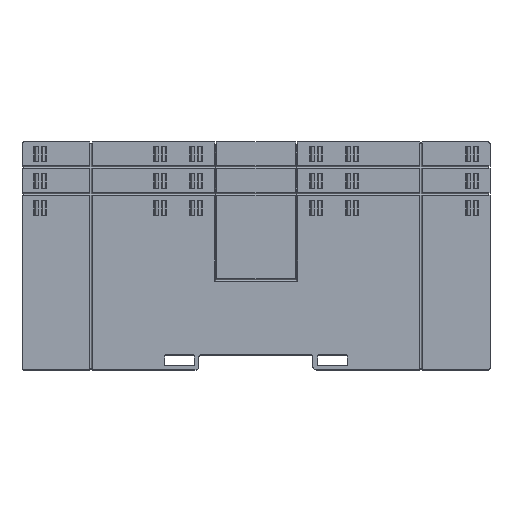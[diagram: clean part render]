
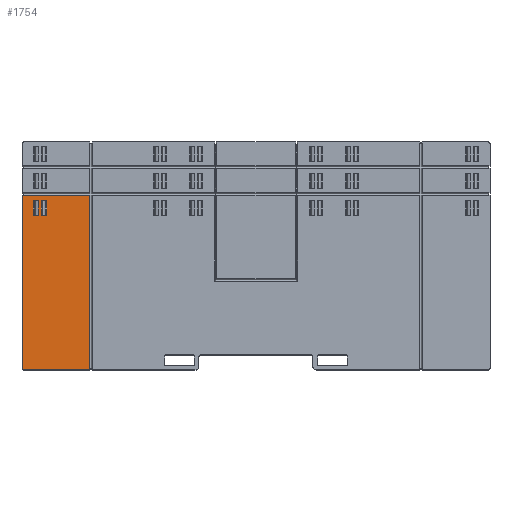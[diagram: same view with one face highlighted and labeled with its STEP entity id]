
A CAD part, top view. The second image highlights one B-rep face of the part: STEP entity #1754.
In plain terms, the highlighted planar face has unit normal (0, 0, 1).
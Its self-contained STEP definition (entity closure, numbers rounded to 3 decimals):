
#579=FACE_BOUND('',#4099,.T.);
#580=FACE_BOUND('',#4100,.T.);
#581=FACE_BOUND('',#4101,.T.);
#1122=CIRCLE('',#17034,0.5);
#1754=ADVANCED_FACE('',(#579,#580,#581),#2675,.F.);
#2675=PLANE('',#17060);
#4099=EDGE_LOOP('',(#6237,#6238,#6239,#6240));
#4100=EDGE_LOOP('',(#6241,#6242,#6243,#6244));
#4101=EDGE_LOOP('',(#6245,#6246,#6247,#6248,#6249));
#6237=ORIENTED_EDGE('',*,*,#12230,.T.);
#6238=ORIENTED_EDGE('',*,*,#12231,.T.);
#6239=ORIENTED_EDGE('',*,*,#12232,.T.);
#6240=ORIENTED_EDGE('',*,*,#12233,.F.);
#6241=ORIENTED_EDGE('',*,*,#12234,.T.);
#6242=ORIENTED_EDGE('',*,*,#11659,.F.);
#6243=ORIENTED_EDGE('',*,*,#12235,.F.);
#6244=ORIENTED_EDGE('',*,*,#11665,.F.);
#6245=ORIENTED_EDGE('',*,*,#12091,.T.);
#6246=ORIENTED_EDGE('',*,*,#12236,.T.);
#6247=ORIENTED_EDGE('',*,*,#12121,.F.);
#6248=ORIENTED_EDGE('',*,*,#12175,.T.);
#6249=ORIENTED_EDGE('',*,*,#11104,.F.);
#9604=VERTEX_POINT('',#23352);
#9605=VERTEX_POINT('',#23354);
#10159=VERTEX_POINT('',#24532);
#10160=VERTEX_POINT('',#24534);
#10165=VERTEX_POINT('',#24545);
#10166=VERTEX_POINT('',#24547);
#10484=VERTEX_POINT('',#25385);
#10495=VERTEX_POINT('',#25439);
#10496=VERTEX_POINT('',#25441);
#10556=VERTEX_POINT('',#25642);
#10557=VERTEX_POINT('',#25643);
#10558=VERTEX_POINT('',#25645);
#10559=VERTEX_POINT('',#25647);
#11104=EDGE_CURVE('',#9604,#9605,#13459,.T.);
#11659=EDGE_CURVE('',#10159,#10160,#13625,.T.);
#11665=EDGE_CURVE('',#10165,#10166,#13627,.T.);
#12091=EDGE_CURVE('',#9604,#10484,#13974,.T.);
#12121=EDGE_CURVE('',#10495,#10496,#14004,.T.);
#12175=EDGE_CURVE('',#10495,#9605,#1122,.T.);
#12230=EDGE_CURVE('',#10556,#10557,#14085,.T.);
#12231=EDGE_CURVE('',#10557,#10558,#14086,.T.);
#12232=EDGE_CURVE('',#10558,#10559,#14087,.T.);
#12233=EDGE_CURVE('',#10556,#10559,#14088,.T.);
#12234=EDGE_CURVE('',#10165,#10160,#14089,.T.);
#12235=EDGE_CURVE('',#10166,#10159,#14090,.T.);
#12236=EDGE_CURVE('',#10484,#10496,#14091,.T.);
#13459=LINE('',#23353,#14918);
#13625=LINE('',#24533,#15084);
#13627=LINE('',#24546,#15086);
#13974=LINE('',#25386,#15433);
#14004=LINE('',#25440,#15463);
#14085=LINE('',#25641,#15544);
#14086=LINE('',#25644,#15545);
#14087=LINE('',#25646,#15546);
#14088=LINE('',#25648,#15547);
#14089=LINE('',#25649,#15548);
#14090=LINE('',#25650,#15549);
#14091=LINE('',#25651,#15550);
#14918=VECTOR('',#18213,1.);
#15084=VECTOR('',#19297,1.);
#15086=VECTOR('',#19309,1.);
#15433=VECTOR('',#20004,1.);
#15463=VECTOR('',#20060,1.);
#15544=VECTOR('',#20261,1.);
#15545=VECTOR('',#20262,1.);
#15546=VECTOR('',#20263,1.);
#15547=VECTOR('',#20264,1.);
#15548=VECTOR('',#20265,1.);
#15549=VECTOR('',#20266,1.);
#15550=VECTOR('',#20267,1.);
#17034=AXIS2_PLACEMENT_3D('',#25543,#20175,#20176);
#17060=AXIS2_PLACEMENT_3D('',#25652,#20268,#20269);
#18213=DIRECTION('',(-1.,0.,0.));
#19297=DIRECTION('',(-1.,0.,0.));
#19309=DIRECTION('',(1.,0.,0.));
#20004=DIRECTION('',(0.,1.,0.));
#20060=DIRECTION('',(0.,1.,0.));
#20175=DIRECTION('',(0.,0.,1.));
#20176=DIRECTION('',(1.,0.,0.));
#20261=DIRECTION('',(0.,-1.,0.));
#20262=DIRECTION('',(-1.,0.,0.));
#20263=DIRECTION('',(0.,1.,0.));
#20264=DIRECTION('',(-1.,0.,0.));
#20265=DIRECTION('',(0.,1.,0.));
#20266=DIRECTION('',(0.,1.,0.));
#20267=DIRECTION('',(-1.,0.,0.));
#20268=DIRECTION('',(0.,0.,-1.));
#20269=DIRECTION('',(-1.,0.,0.));
#23352=CARTESIAN_POINT('',(-55.4,0.,24.5));
#23353=CARTESIAN_POINT('',(0.,0.,24.5));
#23354=CARTESIAN_POINT('',(-77.5,0.,24.5));
#24532=CARTESIAN_POINT('',(-69.758,56.5,24.5));
#24533=CARTESIAN_POINT('',(0.,56.5,24.5));
#24534=CARTESIAN_POINT('',(-71.5,56.5,24.5));
#24545=CARTESIAN_POINT('',(-71.5,51.5,24.5));
#24546=CARTESIAN_POINT('',(-68.3,51.5,24.5));
#24547=CARTESIAN_POINT('',(-69.758,51.5,24.5));
#25385=CARTESIAN_POINT('',(-55.4,58.2,24.5));
#25386=CARTESIAN_POINT('',(-55.4,38.,24.5));
#25439=CARTESIAN_POINT('',(-78.,0.5,24.5));
#25440=CARTESIAN_POINT('',(-78.,38.,24.5));
#25441=CARTESIAN_POINT('',(-78.,58.2,24.5));
#25543=CARTESIAN_POINT('',(-77.5,0.5,24.5));
#25641=CARTESIAN_POINT('',(-72.5,38.,24.5));
#25642=CARTESIAN_POINT('',(-72.5,56.5,24.5));
#25643=CARTESIAN_POINT('',(-72.5,51.5,24.5));
#25644=CARTESIAN_POINT('',(0.,51.5,24.5));
#25645=CARTESIAN_POINT('',(-74.242,51.5,24.5));
#25646=CARTESIAN_POINT('',(-74.242,38.,24.5));
#25647=CARTESIAN_POINT('',(-74.242,56.5,24.5));
#25648=CARTESIAN_POINT('',(0.,56.5,24.5));
#25649=CARTESIAN_POINT('',(-71.5,38.,24.5));
#25650=CARTESIAN_POINT('',(-69.758,52.5,24.5));
#25651=CARTESIAN_POINT('',(0.,58.2,24.5));
#25652=CARTESIAN_POINT('',(-77.,1.,24.5));
